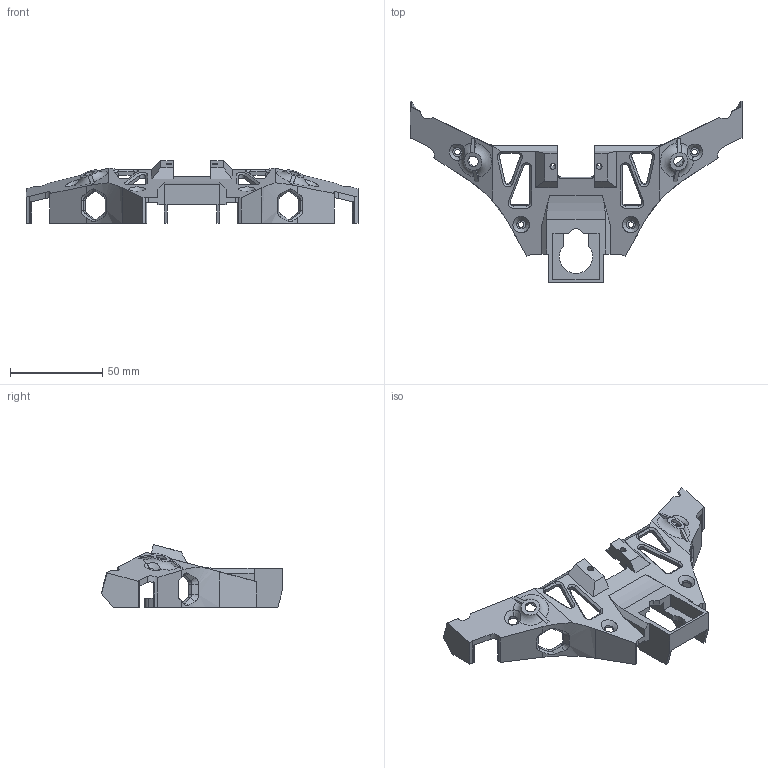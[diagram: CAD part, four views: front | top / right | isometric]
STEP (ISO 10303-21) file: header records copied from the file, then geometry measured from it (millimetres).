
FILE_DESCRIPTION(/* description */ (''),/* implementation_level */ '2;1');
FILE_NAME(/* name */ 'H02_BackCover.step',/* time_stamp */ '2023-05-24T11:30:02+08:00',/* author */ (''),/* organization */ (''),/* preprocessor_version */ 'ST-DEVELOPER v19.2',/* originating_system */ 'Autodesk Translation Framework v12.4.0.73',/* authorisation */ '');
FILE_SCHEMA (('AUTOMOTIVE_DESIGN { 1 0 10303 214 3 1 1 }'));
Length unit declared in the file: millimetre
Products named in the file (1): H02_BackCover
Bounding box: 180 x 98.46 x 34.13 mm (x, y, z)
Volume: 33960 mm3; surface area: 25231 mm2
Topology: 1 solids, 1 shells, 283 faces, 806 edges, 518 vertices
Faces by surface type: plane 176, cylinder 67, cone 26, bspline 10, torus 4
Full cylindrical faces by diameter (mm): 3 x4, 3.12 x2, 5 x4, 6 x2, 10 x2
Entity records: 9883 total; most frequent: CARTESIAN_POINT 2392, ORIENTED_EDGE 1612, DIRECTION 1492, EDGE_CURVE 806, LINE 568, VECTOR 568, VERTEX_POINT 518, AXIS2_PLACEMENT_3D 462
